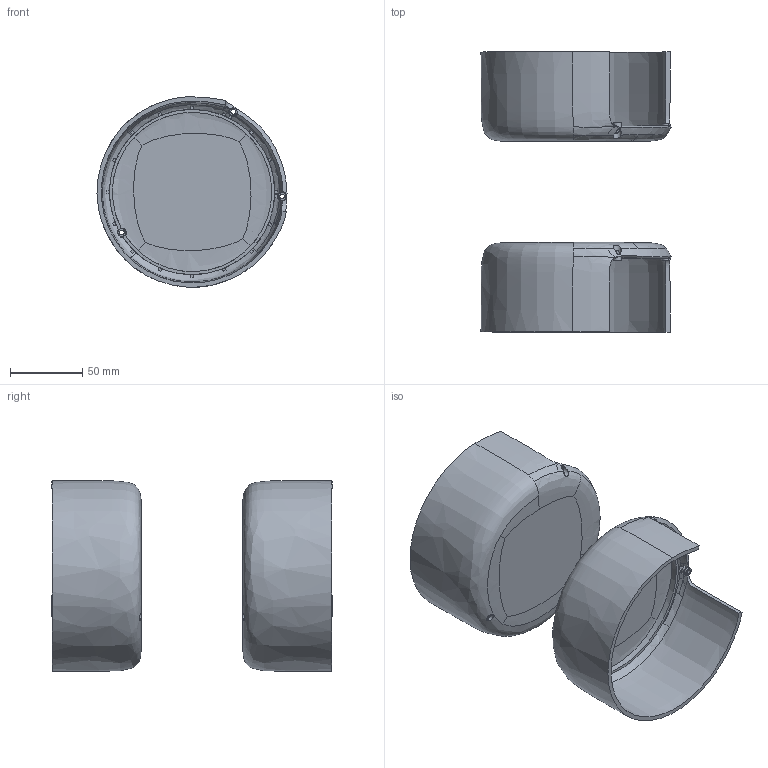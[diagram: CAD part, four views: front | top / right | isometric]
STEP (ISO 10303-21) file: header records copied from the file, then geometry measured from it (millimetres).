
FILE_DESCRIPTION(/* description */ (''),/* implementation_level */ '2;1');
FILE_NAME(/* name */ '大腿根部',/* time_stamp */ '2025-05-16T17:28:30+08:00',/* author */ (''),/* organization */ (''),/* preprocessor_version */ 'ST-DEVELOPER v19.2',/* originating_system */ 'Rhino 8.17',/* authorisation */ '');
FILE_SCHEMA (('CONFIG_CONTROL_DESIGN'));
Length unit declared in the file: centimetre
Products named in the file (1): Document
Bounding box: 131.45 x 194.18 x 131.84 mm (x, y, z)
Volume: 185661.6 mm3; surface area: 136212.3 mm2
Topology: 52 solids, 52 shells, 398 faces, 888 edges, 576 vertices
Faces by surface type: bspline 156, plane 138, cylinder 104
Entity records: 46402 total; most frequent: CARTESIAN_POINT 39616, ORIENTED_EDGE 1776, EDGE_CURVE 888, B_SPLINE_CURVE_WITH_KNOTS 664, VERTEX_POINT 576, DIRECTION 494, EDGE_LOOP 408, ADVANCED_FACE 398
